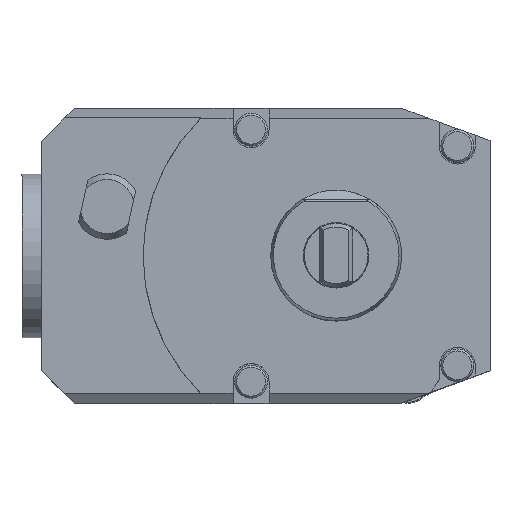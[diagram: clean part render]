
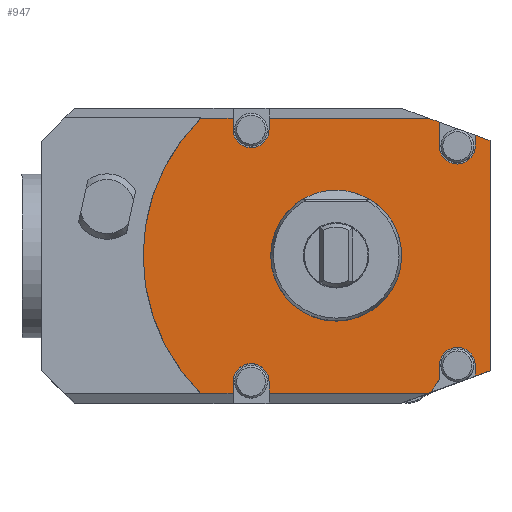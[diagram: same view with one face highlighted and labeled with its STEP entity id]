
A CAD part, top view. The second image highlights one B-rep face of the part: STEP entity #947.
In plain terms, the highlighted planar face has unit normal (0, 0, 1).
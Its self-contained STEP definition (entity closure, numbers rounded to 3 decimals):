
#182=LINE('',#5890,#427);
#185=LINE('',#5896,#430);
#186=LINE('',#5898,#431);
#189=LINE('',#5904,#434);
#192=LINE('',#5912,#437);
#194=LINE('',#5916,#439);
#197=LINE('',#5927,#442);
#198=LINE('',#5929,#443);
#203=LINE('',#5942,#448);
#205=LINE('',#5946,#450);
#207=LINE('',#5950,#452);
#211=LINE('',#5960,#456);
#213=LINE('',#5964,#458);
#219=LINE('',#5975,#464);
#221=LINE('',#5978,#466);
#224=LINE('',#5995,#469);
#228=LINE('',#6001,#473);
#231=LINE('',#6006,#476);
#427=VECTOR('',#4505,1.);
#430=VECTOR('',#4510,1.);
#431=VECTOR('',#4513,1.);
#434=VECTOR('',#4518,1.);
#437=VECTOR('',#4527,1.);
#439=VECTOR('',#4531,1.);
#442=VECTOR('',#4544,1.);
#443=VECTOR('',#4547,1.);
#448=VECTOR('',#4560,1.);
#450=VECTOR('',#4564,1.);
#452=VECTOR('',#4568,1.);
#456=VECTOR('',#4578,1.);
#458=VECTOR('',#4582,1.);
#464=VECTOR('',#4588,1.);
#466=VECTOR('',#4592,1.);
#469=VECTOR('',#4599,1.);
#473=VECTOR('',#4603,1.);
#476=VECTOR('',#4608,1.);
#698=FACE_BOUND('',#1451,.T.);
#699=FACE_BOUND('',#1452,.T.);
#947=ADVANCED_FACE('',(#698,#699),#1150,.F.);
#1150=PLANE('',#3823);
#1451=EDGE_LOOP('',(#2135));
#1452=EDGE_LOOP('',(#2136,#2137,#2138,#2139,#2140,#2141,#2142,#2143,#2144,
#2145,#2146,#2147,#2148,#2149,#2150,#2151,#2152,#2153,#2154,#2155,#2156,
#2157,#2158));
#2135=ORIENTED_EDGE('',*,*,#3235,.T.);
#2136=ORIENTED_EDGE('',*,*,#3234,.T.);
#2137=ORIENTED_EDGE('',*,*,#3231,.T.);
#2138=ORIENTED_EDGE('',*,*,#3221,.T.);
#2139=ORIENTED_EDGE('',*,*,#3213,.T.);
#2140=ORIENTED_EDGE('',*,*,#3211,.T.);
#2141=ORIENTED_EDGE('',*,*,#3209,.T.);
#2142=ORIENTED_EDGE('',*,*,#3206,.T.);
#2143=ORIENTED_EDGE('',*,*,#3219,.T.);
#2144=ORIENTED_EDGE('',*,*,#3204,.F.);
#2145=ORIENTED_EDGE('',*,*,#3202,.T.);
#2146=ORIENTED_EDGE('',*,*,#3200,.T.);
#2147=ORIENTED_EDGE('',*,*,#3195,.T.);
#2148=ORIENTED_EDGE('',*,*,#3194,.F.);
#2149=ORIENTED_EDGE('',*,*,#3190,.F.);
#2150=ORIENTED_EDGE('',*,*,#3188,.T.);
#2151=ORIENTED_EDGE('',*,*,#3186,.T.);
#2152=ORIENTED_EDGE('',*,*,#3184,.T.);
#2153=ORIENTED_EDGE('',*,*,#3182,.T.);
#2154=ORIENTED_EDGE('',*,*,#3179,.T.);
#2155=ORIENTED_EDGE('',*,*,#3227,.T.);
#2156=ORIENTED_EDGE('',*,*,#3178,.T.);
#2157=ORIENTED_EDGE('',*,*,#3175,.T.);
#2158=ORIENTED_EDGE('',*,*,#3174,.T.);
#2774=VERTEX_POINT('',#5885);
#2775=VERTEX_POINT('',#5887);
#2776=VERTEX_POINT('',#5891);
#2777=VERTEX_POINT('',#5895);
#2778=VERTEX_POINT('',#5899);
#2779=VERTEX_POINT('',#5900);
#2780=VERTEX_POINT('',#5905);
#2781=VERTEX_POINT('',#5909);
#2782=VERTEX_POINT('',#5913);
#2783=VERTEX_POINT('',#5917);
#2784=VERTEX_POINT('',#5921);
#2785=VERTEX_POINT('',#5925);
#2786=VERTEX_POINT('',#5930);
#2789=VERTEX_POINT('',#5937);
#2790=VERTEX_POINT('',#5943);
#2791=VERTEX_POINT('',#5947);
#2792=VERTEX_POINT('',#5951);
#2793=VERTEX_POINT('',#5952);
#2794=VERTEX_POINT('',#5957);
#2795=VERTEX_POINT('',#5961);
#2796=VERTEX_POINT('',#5965);
#2801=VERTEX_POINT('',#5979);
#2807=VERTEX_POINT('',#6002);
#2808=VERTEX_POINT('',#6009);
#3174=EDGE_CURVE('',#2774,#2775,#3477,.T.);
#3175=EDGE_CURVE('',#2776,#2774,#182,.T.);
#3178=EDGE_CURVE('',#2777,#2776,#185,.T.);
#3179=EDGE_CURVE('',#2778,#2779,#186,.T.);
#3182=EDGE_CURVE('',#2780,#2778,#189,.T.);
#3184=EDGE_CURVE('',#2781,#2780,#3478,.T.);
#3186=EDGE_CURVE('',#2782,#2781,#192,.T.);
#3188=EDGE_CURVE('',#2783,#2782,#194,.T.);
#3190=EDGE_CURVE('',#2783,#2784,#3479,.T.);
#3194=EDGE_CURVE('',#2784,#2785,#197,.T.);
#3195=EDGE_CURVE('',#2786,#2785,#198,.T.);
#3200=EDGE_CURVE('',#2789,#2786,#3481,.T.);
#3202=EDGE_CURVE('',#2790,#2789,#203,.T.);
#3204=EDGE_CURVE('',#2790,#2791,#205,.T.);
#3206=EDGE_CURVE('',#2792,#2793,#207,.T.);
#3209=EDGE_CURVE('',#2794,#2792,#3482,.T.);
#3211=EDGE_CURVE('',#2795,#2794,#211,.T.);
#3213=EDGE_CURVE('',#2796,#2795,#213,.T.);
#3219=EDGE_CURVE('',#2793,#2791,#219,.T.);
#3221=EDGE_CURVE('',#2801,#2796,#221,.T.);
#3227=EDGE_CURVE('',#2779,#2777,#224,.T.);
#3231=EDGE_CURVE('',#2807,#2801,#228,.T.);
#3234=EDGE_CURVE('',#2775,#2807,#231,.T.);
#3235=EDGE_CURVE('',#2808,#2808,#3483,.T.);
#3477=CIRCLE('',#3791,5.5);
#3478=CIRCLE('',#3797,5.5);
#3479=CIRCLE('',#3802,59.);
#3481=CIRCLE('',#3808,5.5);
#3482=CIRCLE('',#3813,5.5);
#3483=CIRCLE('',#3821,19.634);
#3791=AXIS2_PLACEMENT_3D('',#5888,#4501,#4502);
#3797=AXIS2_PLACEMENT_3D('',#5908,#4522,#4523);
#3802=AXIS2_PLACEMENT_3D('',#5920,#4536,#4537);
#3808=AXIS2_PLACEMENT_3D('',#5939,#4555,#4556);
#3813=AXIS2_PLACEMENT_3D('',#5956,#4573,#4574);
#3821=AXIS2_PLACEMENT_3D('',#6008,#4611,#4612);
#3823=AXIS2_PLACEMENT_3D('',#6011,#4615,#4616);
#4501=DIRECTION('',(0.,0.,-1.));
#4502=DIRECTION('',(1.,0.,0.));
#4505=DIRECTION('',(0.,1.,0.));
#4510=DIRECTION('',(0.545,0.839,0.));
#4513=DIRECTION('',(1.,0.,0.));
#4518=DIRECTION('',(0.,-1.,0.));
#4522=DIRECTION('',(0.,0.,-1.));
#4523=DIRECTION('',(1.,0.,0.));
#4527=DIRECTION('',(0.,1.,0.));
#4531=DIRECTION('',(1.,0.,0.));
#4536=DIRECTION('',(0.,0.,-1.));
#4537=DIRECTION('',(0.,-1.,0.));
#4544=DIRECTION('',(1.,0.,0.));
#4547=DIRECTION('',(0.,1.,0.));
#4555=DIRECTION('',(0.,0.,-1.));
#4556=DIRECTION('',(1.,0.,0.));
#4560=DIRECTION('',(0.,-1.,0.));
#4564=DIRECTION('',(1.,0.,0.));
#4568=DIRECTION('',(0.,1.,0.));
#4573=DIRECTION('',(0.,0.,-1.));
#4574=DIRECTION('',(1.,0.,0.));
#4578=DIRECTION('',(0.,-1.,0.));
#4582=DIRECTION('',(-0.94,0.342,0.));
#4588=DIRECTION('',(-0.94,0.342,0.));
#4592=DIRECTION('',(0.,1.,0.));
#4599=DIRECTION('',(0.94,0.342,0.));
#4603=DIRECTION('',(0.94,0.342,0.));
#4608=DIRECTION('',(0.,-1.,0.));
#4611=DIRECTION('',(0.,0.,-1.));
#4612=DIRECTION('',(1.,0.,0.));
#4615=DIRECTION('',(0.,0.,-1.));
#4616=DIRECTION('',(1.,0.,0.));
#5885=CARTESIAN_POINT('',(31.5,-33.5,0.));
#5887=CARTESIAN_POINT('',(42.5,-33.5,0.));
#5888=CARTESIAN_POINT('',(37.,-33.5,0.));
#5890=CARTESIAN_POINT('',(31.5,-33.5,0.));
#5891=CARTESIAN_POINT('',(31.5,-37.79,0.));
#5895=CARTESIAN_POINT('',(28.928,-41.75,0.));
#5896=CARTESIAN_POINT('',(31.5,-37.79,0.));
#5898=CARTESIAN_POINT('',(-185.81,-42.,0.));
#5899=CARTESIAN_POINT('',(-20.5,-42.,0.));
#5900=CARTESIAN_POINT('',(28.242,-42.,0.));
#5904=CARTESIAN_POINT('',(-20.5,-38.5,0.));
#5905=CARTESIAN_POINT('',(-20.5,-38.5,0.));
#5908=CARTESIAN_POINT('',(-26.,-38.5,0.));
#5909=CARTESIAN_POINT('',(-31.5,-38.5,0.));
#5912=CARTESIAN_POINT('',(-31.5,-38.5,0.));
#5913=CARTESIAN_POINT('',(-31.5,-42.,0.));
#5916=CARTESIAN_POINT('',(-185.81,-42.,0.));
#5917=CARTESIAN_POINT('',(-41.437,-42.,0.));
#5920=CARTESIAN_POINT('',(0.,0.,0.));
#5921=CARTESIAN_POINT('',(-41.437,42.,0.));
#5925=CARTESIAN_POINT('',(-31.5,42.,0.));
#5927=CARTESIAN_POINT('',(-185.81,42.,0.));
#5929=CARTESIAN_POINT('',(-31.5,46.746,0.));
#5930=CARTESIAN_POINT('',(-31.5,38.5,0.));
#5937=CARTESIAN_POINT('',(-20.5,38.5,0.));
#5939=CARTESIAN_POINT('',(-26.,38.5,0.));
#5942=CARTESIAN_POINT('',(-20.5,46.746,0.));
#5943=CARTESIAN_POINT('',(-20.5,42.,0.));
#5946=CARTESIAN_POINT('',(-185.81,42.,0.));
#5947=CARTESIAN_POINT('',(28.242,42.,0.));
#5950=CARTESIAN_POINT('',(31.5,33.5,0.));
#5951=CARTESIAN_POINT('',(31.5,33.5,0.));
#5952=CARTESIAN_POINT('',(31.5,40.814,0.));
#5956=CARTESIAN_POINT('',(37.,33.5,0.));
#5957=CARTESIAN_POINT('',(42.5,33.5,0.));
#5960=CARTESIAN_POINT('',(42.5,33.5,0.));
#5961=CARTESIAN_POINT('',(42.5,36.811,0.));
#5964=CARTESIAN_POINT('',(20.,45.,0.));
#5965=CARTESIAN_POINT('',(47.,35.173,0.));
#5975=CARTESIAN_POINT('',(20.,45.,0.));
#5978=CARTESIAN_POINT('',(47.,35.173,0.));
#5979=CARTESIAN_POINT('',(47.,-35.173,0.));
#5995=CARTESIAN_POINT('',(47.,-35.173,0.));
#6001=CARTESIAN_POINT('',(47.,-35.173,0.));
#6002=CARTESIAN_POINT('',(42.5,-36.811,0.));
#6006=CARTESIAN_POINT('',(42.5,-33.5,0.));
#6008=CARTESIAN_POINT('',(0.,0.,0.));
#6009=CARTESIAN_POINT('',(19.634,0.,0.));
#6011=CARTESIAN_POINT('',(-125.,0.,0.));
